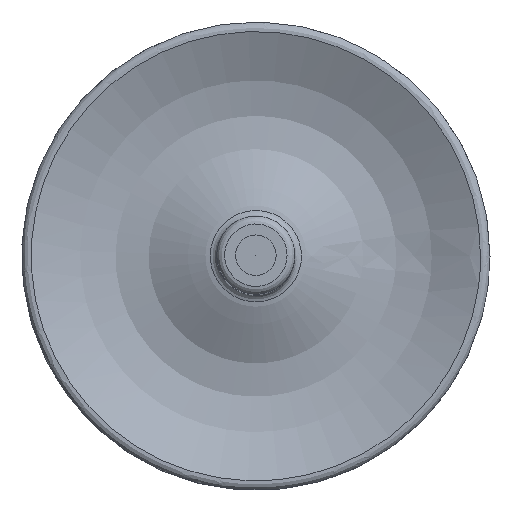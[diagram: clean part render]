
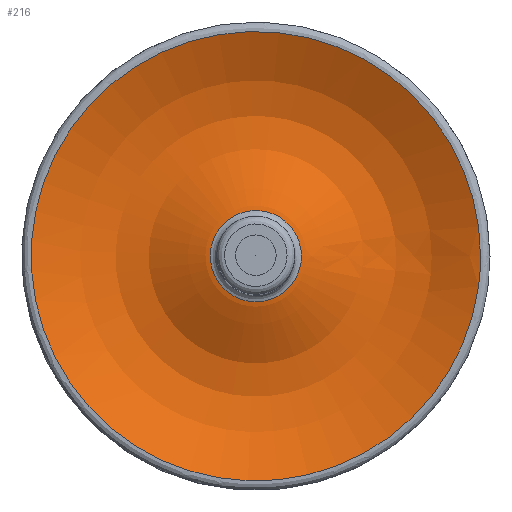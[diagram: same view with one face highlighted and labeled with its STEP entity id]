
A CAD part, top view. The second image highlights one B-rep face of the part: STEP entity #216.
In plain terms, the highlighted face is a revolution surface.
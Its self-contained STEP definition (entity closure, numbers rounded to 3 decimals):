
#75 = VERTEX_POINT('',#76);
#76 = CARTESIAN_POINT('',(5.843,0.,9.934));
#82 = EDGE_CURVE('',#75,#75,#83,.T.);
#83 = ( BOUNDED_CURVE() B_SPLINE_CURVE(13,(#84,#85,#86,#87,#88,#89,#90,
    #91,#92,#93,#94,#95,#96,#97),.UNSPECIFIED.,.T.,.F.) 
B_SPLINE_CURVE_WITH_KNOTS((14,14),(0.,31.416),
.PIECEWISE_BEZIER_KNOTS.) CURVE() GEOMETRIC_REPRESENTATION_ITEM() 
RATIONAL_B_SPLINE_CURVE((1.,1.,1.,1.,
    1.,1.,1.,1.,
    1.,1.,1.,1.,1.,1.)) 
REPRESENTATION_ITEM('') );
#84 = CARTESIAN_POINT('',(5.843,0.,9.934));
#85 = CARTESIAN_POINT('',(5.843,2.783,9.934)
  );
#86 = CARTESIAN_POINT('',(4.404,5.63,9.934)
  );
#87 = CARTESIAN_POINT('',(1.444,7.666,9.934));
#88 = CARTESIAN_POINT('',(-2.629,7.979,9.934)
  );
#89 = CARTESIAN_POINT('',(-6.148,5.809,9.934)
  );
#90 = CARTESIAN_POINT('',(-8.728,2.641,9.934)
  );
#91 = CARTESIAN_POINT('',(-8.728,-2.641,9.934
    ));
#92 = CARTESIAN_POINT('',(-6.148,-5.809,9.934
    ));
#93 = CARTESIAN_POINT('',(-2.629,-7.979,9.934)
  );
#94 = CARTESIAN_POINT('',(1.444,-7.666,9.934)
  );
#95 = CARTESIAN_POINT('',(4.404,-5.63,9.934)
  );
#96 = CARTESIAN_POINT('',(5.843,-2.783,9.934)
  );
#97 = CARTESIAN_POINT('',(5.843,0.,9.934));
#216 = ADVANCED_FACE('',(#217),#255,.T.);
#217 = FACE_BOUND('',#218,.T.);
#218 = EDGE_LOOP('',(#219,#230,#231,#232));
#219 = ORIENTED_EDGE('',*,*,#220,.T.);
#220 = EDGE_CURVE('',#221,#75,#223,.T.);
#221 = VERTEX_POINT('',#222);
#222 = CARTESIAN_POINT('',(28.788,0.,9.871));
#223 = B_SPLINE_CURVE_WITH_KNOTS('',3,(#224,#225,#226,#227,#228,#229),
  .UNSPECIFIED.,.F.,.F.,(4,1,1,4),(0.,0.333,0.667,1.),
  .QUASI_UNIFORM_KNOTS.);
#224 = CARTESIAN_POINT('',(30.,0.,10.));
#225 = CARTESIAN_POINT('',(27.5,0.,10.038));
#226 = CARTESIAN_POINT('',(22.5,0.,6.));
#227 = CARTESIAN_POINT('',(12.5,0.,6.));
#228 = CARTESIAN_POINT('',(7.5,0.,10.018));
#229 = CARTESIAN_POINT('',(5.,0.,10.));
#230 = ORIENTED_EDGE('',*,*,#82,.F.);
#231 = ORIENTED_EDGE('',*,*,#220,.F.);
#232 = ORIENTED_EDGE('',*,*,#233,.T.);
#233 = EDGE_CURVE('',#221,#221,#234,.T.);
#234 = ( BOUNDED_CURVE() B_SPLINE_CURVE(10,(#235,#236,#237,#238,#239,
    #240,#241,#242,#243,#244,#245,#246,#247,#248,#249,#250,#251,#252,
#253,#254),.UNSPECIFIED.,.T.,.F.) B_SPLINE_CURVE_WITH_KNOTS((11,9,11),(
0.,94.248,188.496),.UNSPECIFIED.) CURVE() 
GEOMETRIC_REPRESENTATION_ITEM() RATIONAL_B_SPLINE_CURVE((1.,1.,1.,
    1.,1.,1.,1.,
    1.,1.,1.,1.,1.,1.,1.,1.,
1.,1.,1.,1.,1.)) REPRESENTATION_ITEM('') );
#235 = CARTESIAN_POINT('',(28.788,0.,9.871));
#236 = CARTESIAN_POINT('',(28.788,8.913,9.871
    ));
#237 = CARTESIAN_POINT('',(25.721,17.961,
    9.871));
#238 = CARTESIAN_POINT('',(19.435,25.875,9.871
    ));
#239 = CARTESIAN_POINT('',(10.422,31.267,
    9.871));
#240 = CARTESIAN_POINT('',(-0.007,33.104,
    9.871));
#241 = CARTESIAN_POINT('',(-10.398,31.222,
    9.871));
#242 = CARTESIAN_POINT('',(-19.318,25.89,9.871)
  );
#243 = CARTESIAN_POINT('',(-25.63,18.088,
    9.871));
#244 = CARTESIAN_POINT('',(-28.788,9.044,9.871
    ));
#245 = CARTESIAN_POINT('',(-28.788,-9.044,
    9.871));
#246 = CARTESIAN_POINT('',(-25.63,-18.088,
    9.871));
#247 = CARTESIAN_POINT('',(-19.318,-25.89,
    9.871));
#248 = CARTESIAN_POINT('',(-10.398,-31.222,
    9.871));
#249 = CARTESIAN_POINT('',(-0.007,-33.104,
    9.871));
#250 = CARTESIAN_POINT('',(10.422,-31.267,
    9.871));
#251 = CARTESIAN_POINT('',(19.435,-25.875,
    9.871));
#252 = CARTESIAN_POINT('',(25.721,-17.961,
    9.871));
#253 = CARTESIAN_POINT('',(28.788,-8.913,9.871
    ));
#254 = CARTESIAN_POINT('',(28.788,0.,9.871));
#255 = SURFACE_OF_REVOLUTION('',#256,#263);
#256 = B_SPLINE_CURVE_WITH_KNOTS('',3,(#257,#258,#259,#260,#261,#262),
  .UNSPECIFIED.,.F.,.F.,(4,1,1,4),(0.,0.333,0.667,1.),
  .QUASI_UNIFORM_KNOTS.);
#257 = CARTESIAN_POINT('',(30.,0.,10.));
#258 = CARTESIAN_POINT('',(27.5,0.,10.038));
#259 = CARTESIAN_POINT('',(22.5,0.,6.));
#260 = CARTESIAN_POINT('',(12.5,0.,6.));
#261 = CARTESIAN_POINT('',(7.5,0.,10.018));
#262 = CARTESIAN_POINT('',(5.,0.,10.));
#263 = AXIS1_PLACEMENT('',#264,#265);
#264 = CARTESIAN_POINT('',(0.,0.,0.));
#265 = DIRECTION('',(0.,0.,1.));
